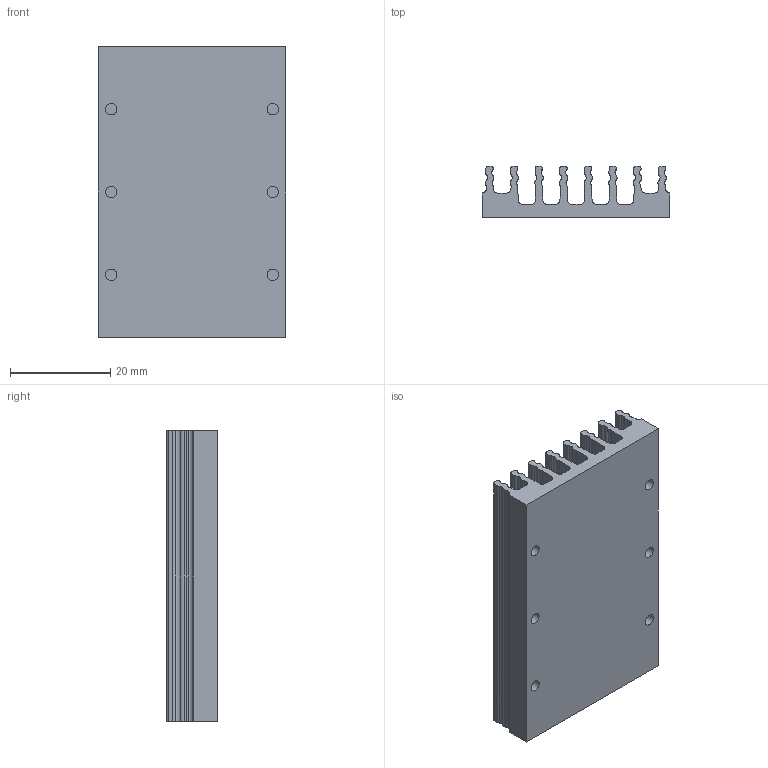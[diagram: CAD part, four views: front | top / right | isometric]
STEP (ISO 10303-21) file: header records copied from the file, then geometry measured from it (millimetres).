
FILE_DESCRIPTION (( 'STEP AP214' ), '1' );
FILE_NAME ('32174r3.STEP', '2011-06-30T14:55:29', ( 'Vicor User' ), ( 'Microsoft' ), 'SwSTEP 2.0', 'SolidWorks 2010', '' );
FILE_SCHEMA (( 'AUTOMOTIVE_DESIGN' ));
Length unit declared in the file: millimetre
Products named in the file (1): 32174r3
Bounding box: 37.34 x 10.16 x 57.91 mm (x, y, z)
Volume: 11452.7 mm3; surface area: 11424.9 mm2
Topology: 1 solids, 1 shells, 152 faces, 438 edges, 294 vertices
Faces by surface type: cylinder 102, plane 50
Full cylindrical faces by diameter (mm): 2.261 x6
Entity records: 5044 total; most frequent: DIRECTION 936, CARTESIAN_POINT 867, ORIENTED_EDGE 852, EDGE_CURVE 426, AXIS2_PLACEMENT_3D 357, VERTEX_POINT 288, LINE 222, VECTOR 222
